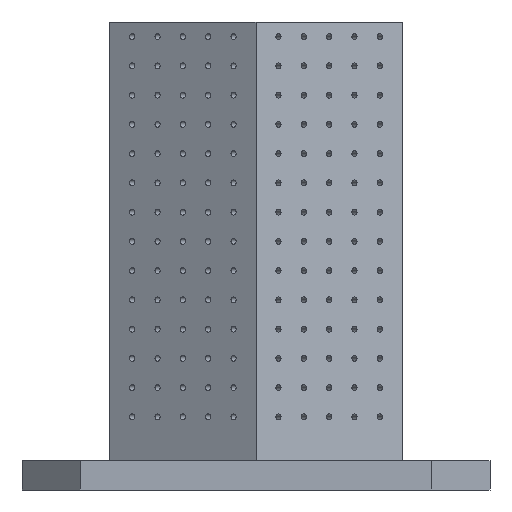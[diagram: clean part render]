
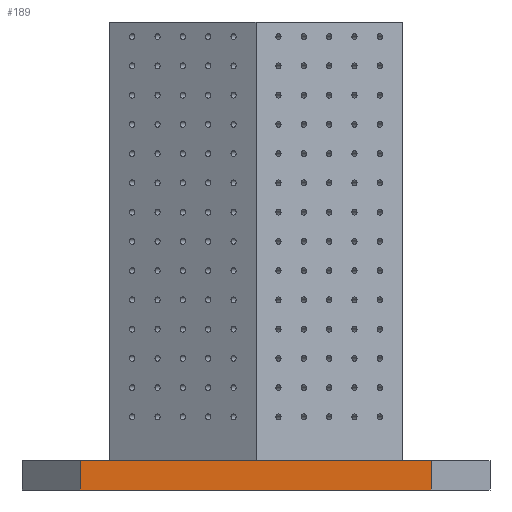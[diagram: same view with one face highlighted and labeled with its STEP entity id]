
A CAD part, left-side view. The second image highlights one B-rep face of the part: STEP entity #189.
In plain terms, the highlighted planar face has unit normal (-1, 0, 0).
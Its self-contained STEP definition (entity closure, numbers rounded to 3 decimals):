
#189 = ADVANCED_FACE( '', ( #1856 ), #1857, .F. );
#1856 = FACE_OUTER_BOUND( '', #4715, .T. );
#1857 = PLANE( '', #4716 );
#4715 = EDGE_LOOP( '', ( #8817, #8818, #8819, #8820 ) );
#4716 = AXIS2_PLACEMENT_3D( '', #8821, #8822, #8823 );
#8817 = ORIENTED_EDGE( '', *, *, #14838, .F. );
#8818 = ORIENTED_EDGE( '', *, *, #14843, .T. );
#8819 = ORIENTED_EDGE( '', *, *, #14829, .T. );
#8820 = ORIENTED_EDGE( '', *, *, #13289, .T. );
#8821 = CARTESIAN_POINT( '', ( -400., 400., 50. ) );
#8822 = DIRECTION( '', ( 1., 0., 0. ) );
#8823 = DIRECTION( '', ( 0., 1., 0. ) );
#13289 = EDGE_CURVE( '', #15331, #15328, #15332, .T. );
#14829 = EDGE_CURVE( '', #18219, #15331, #18220, .T. );
#14838 = EDGE_CURVE( '', #18235, #15328, #18237, .T. );
#14843 = EDGE_CURVE( '', #18235, #18219, #18245, .T. );
#15328 = VERTEX_POINT( '', #18734 );
#15331 = VERTEX_POINT( '', #18738 );
#15332 = LINE( '', #18739, #18740 );
#18219 = VERTEX_POINT( '', #23192 );
#18220 = LINE( '', #23193, #23194 );
#18235 = VERTEX_POINT( '', #23216 );
#18237 = LINE( '', #23219, #23220 );
#18245 = LINE( '', #23232, #23233 );
#18734 = CARTESIAN_POINT( '', ( -400., -300., 50. ) );
#18738 = CARTESIAN_POINT( '', ( -400., -300., 0. ) );
#18739 = CARTESIAN_POINT( '', ( -400., -300., 50. ) );
#18740 = VECTOR( '', #28159, 1000. );
#23192 = CARTESIAN_POINT( '', ( -400., 300., 0. ) );
#23193 = CARTESIAN_POINT( '', ( -400., 400., 0. ) );
#23194 = VECTOR( '', #31567, 1000. );
#23216 = CARTESIAN_POINT( '', ( -400., 300., 50. ) );
#23219 = CARTESIAN_POINT( '', ( -400., 400., 50. ) );
#23220 = VECTOR( '', #31576, 1000. );
#23232 = CARTESIAN_POINT( '', ( -400., 300., 50. ) );
#23233 = VECTOR( '', #31581, 1000. );
#28159 = DIRECTION( '', ( 0., 0., 1. ) );
#31567 = DIRECTION( '', ( 0., -1., 0. ) );
#31576 = DIRECTION( '', ( 0., -1., 0. ) );
#31581 = DIRECTION( '', ( 0., 0., -1. ) );
